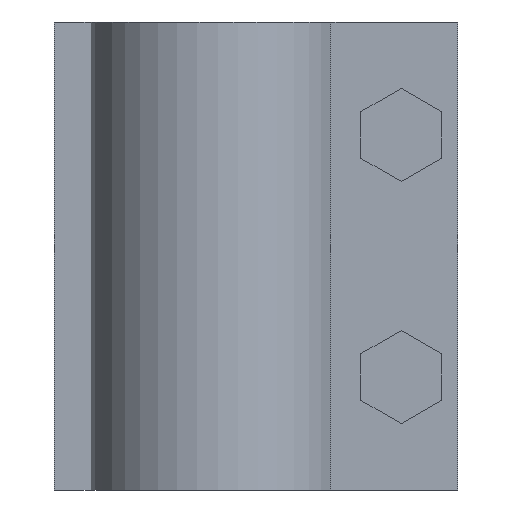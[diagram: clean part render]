
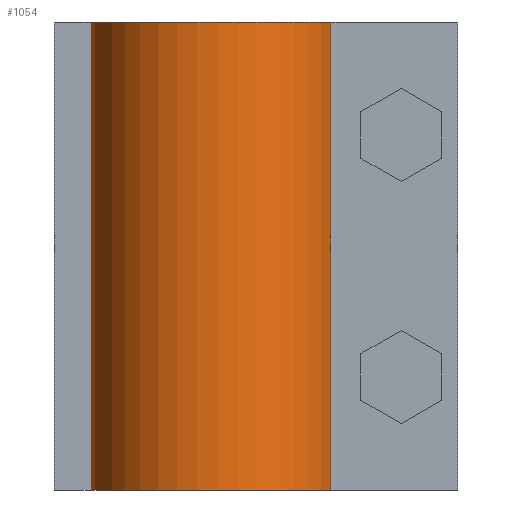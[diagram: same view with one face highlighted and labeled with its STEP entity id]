
A CAD part, front view. The second image highlights one B-rep face of the part: STEP entity #1054.
In plain terms, the highlighted cylindrical face has radius 15.5 mm (diameter 31 mm), a partial arc.
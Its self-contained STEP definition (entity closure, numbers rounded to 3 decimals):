
#22=CYLINDRICAL_SURFACE('',#1150,15.5);
#48=CIRCLE('',#1142,15.5);
#50=CIRCLE('',#1151,15.5);
#104=FACE_OUTER_BOUND('',#170,.T.);
#170=EDGE_LOOP('',(#933,#934,#935,#936));
#296=LINE('',#1719,#422);
#297=LINE('',#1723,#423);
#422=VECTOR('',#1419,10.);
#423=VECTOR('',#1424,10.);
#512=VERTEX_POINT('',#1691);
#513=VERTEX_POINT('',#1693);
#519=VERTEX_POINT('',#1717);
#520=VERTEX_POINT('',#1721);
#648=EDGE_CURVE('',#512,#513,#48,.T.);
#661=EDGE_CURVE('',#512,#519,#296,.T.);
#662=EDGE_CURVE('',#520,#519,#50,.T.);
#663=EDGE_CURVE('',#513,#520,#297,.T.);
#933=ORIENTED_EDGE('',*,*,#661,.T.);
#934=ORIENTED_EDGE('',*,*,#662,.F.);
#935=ORIENTED_EDGE('',*,*,#663,.F.);
#936=ORIENTED_EDGE('',*,*,#648,.F.);
#1054=ADVANCED_FACE('',(#104),#22,.T.);
#1142=AXIS2_PLACEMENT_3D('',#1694,#1392,#1393);
#1150=AXIS2_PLACEMENT_3D('',#1720,#1420,#1421);
#1151=AXIS2_PLACEMENT_3D('',#1722,#1422,#1423);
#1392=DIRECTION('center_axis',(0.,0.,-1.));
#1393=DIRECTION('ref_axis',(-0.995,-0.097,0.));
#1419=DIRECTION('',(0.,0.,1.));
#1420=DIRECTION('center_axis',(0.,0.,1.));
#1421=DIRECTION('ref_axis',(-0.995,-0.097,0.));
#1422=DIRECTION('center_axis',(0.,0.,1.));
#1423=DIRECTION('ref_axis',(-0.995,-0.097,0.));
#1424=DIRECTION('',(0.,0.,1.));
#1691=CARTESIAN_POINT('',(14.292,-6.,-29.));
#1693=CARTESIAN_POINT('',(-15.427,-1.5,-29.));
#1694=CARTESIAN_POINT('Origin',(0.,0.,-29.));
#1717=CARTESIAN_POINT('',(14.292,-6.,29.));
#1719=CARTESIAN_POINT('',(14.292,-6.,0.));
#1720=CARTESIAN_POINT('Origin',(0.,0.,0.));
#1721=CARTESIAN_POINT('',(-15.427,-1.5,29.));
#1722=CARTESIAN_POINT('Origin',(0.,0.,29.));
#1723=CARTESIAN_POINT('',(-15.427,-1.5,0.));
